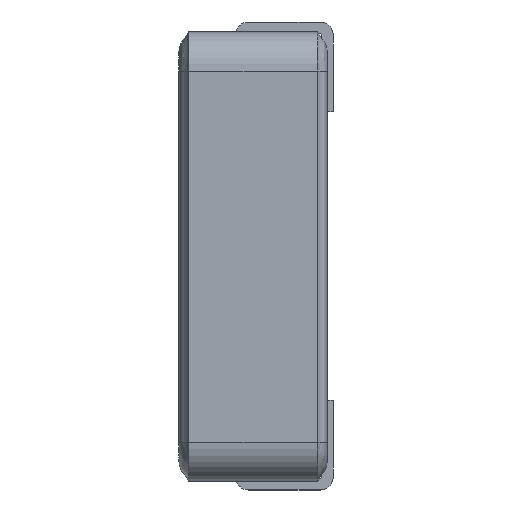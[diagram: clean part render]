
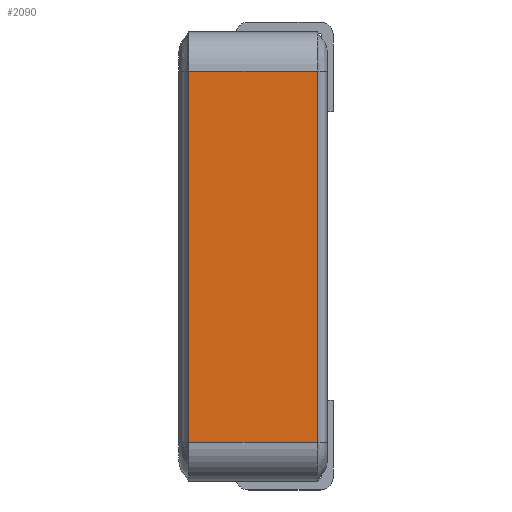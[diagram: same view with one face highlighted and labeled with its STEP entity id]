
A CAD part, left-side view. The second image highlights one B-rep face of the part: STEP entity #2090.
In plain terms, the highlighted planar face has unit normal (-1, 0, 0).
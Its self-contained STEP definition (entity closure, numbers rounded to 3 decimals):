
#10 = AXIS2_PLACEMENT_3D ( 'NONE', #1234, #880, #1871 ) ;
#49 = CARTESIAN_POINT ( 'NONE',  ( -5., 0.25, 4.75 ) ) ;
#62 = FACE_OUTER_BOUND ( 'NONE', #89, .T. ) ;
#75 = CARTESIAN_POINT ( 'NONE',  ( -5., 0.25, -4.75 ) ) ;
#85 = CARTESIAN_POINT ( 'NONE',  ( -5., 3.55, -4.75 ) ) ;
#89 = EDGE_LOOP ( 'NONE', ( #1164, #210, #704, #941 ) ) ;
#123 = EDGE_CURVE ( 'NONE', #1136, #1716, #842, .T. ) ;
#181 = VECTOR ( 'NONE', #192, 1000. ) ;
#192 = DIRECTION ( 'NONE',  ( 0., 0., 1. ) ) ;
#195 = CARTESIAN_POINT ( 'NONE',  ( -5., 3.55, 4.75 ) ) ;
#203 = LINE ( 'NONE', #518, #1463 ) ;
#210 = ORIENTED_EDGE ( 'NONE', *, *, #123, .T. ) ;
#424 = CARTESIAN_POINT ( 'NONE',  ( -5., 3.55, -4.75 ) ) ;
#518 = CARTESIAN_POINT ( 'NONE',  ( -5., 3.8, -4.75 ) ) ;
#704 = ORIENTED_EDGE ( 'NONE', *, *, #1039, .T. ) ;
#842 = LINE ( 'NONE', #1346, #181 ) ;
#880 = DIRECTION ( 'NONE',  ( 1., 0., 0. ) ) ;
#893 = EDGE_CURVE ( 'NONE', #917, #1359, #955, .T. ) ;
#917 = VERTEX_POINT ( 'NONE', #85 ) ;
#941 = ORIENTED_EDGE ( 'NONE', *, *, #893, .F. ) ;
#946 = VECTOR ( 'NONE', #1422, 1000. ) ;
#955 = LINE ( 'NONE', #424, #946 ) ;
#983 = LINE ( 'NONE', #1490, #1015 ) ;
#1015 = VECTOR ( 'NONE', #1310, 1000. ) ;
#1027 = DIRECTION ( 'NONE',  ( 0., -1., 0. ) ) ;
#1039 = EDGE_CURVE ( 'NONE', #1716, #1359, #983, .T. ) ;
#1136 = VERTEX_POINT ( 'NONE', #75 ) ;
#1164 = ORIENTED_EDGE ( 'NONE', *, *, #1771, .T. ) ;
#1234 = CARTESIAN_POINT ( 'NONE',  ( -5., 3.8, -5.75 ) ) ;
#1310 = DIRECTION ( 'NONE',  ( 0., 1., 0. ) ) ;
#1346 = CARTESIAN_POINT ( 'NONE',  ( -5., 0.25, -4.75 ) ) ;
#1359 = VERTEX_POINT ( 'NONE', #195 ) ;
#1422 = DIRECTION ( 'NONE',  ( 0., 0., 1. ) ) ;
#1463 = VECTOR ( 'NONE', #1027, 1000. ) ;
#1490 = CARTESIAN_POINT ( 'NONE',  ( -5., 3.8, 4.75 ) ) ;
#1716 = VERTEX_POINT ( 'NONE', #49 ) ;
#1771 = EDGE_CURVE ( 'NONE', #917, #1136, #203, .T. ) ;
#1871 = DIRECTION ( 'NONE',  ( 0., 0., -1. ) ) ;
#1878 = PLANE ( 'NONE',  #10 ) ;
#2090 = ADVANCED_FACE ( 'NONE', ( #62 ), #1878, .F. ) ;
